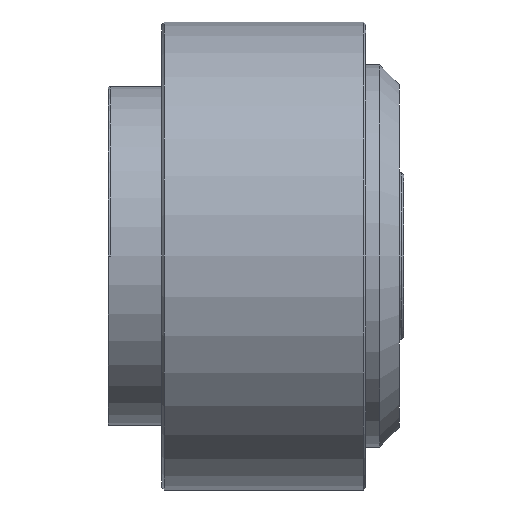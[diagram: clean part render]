
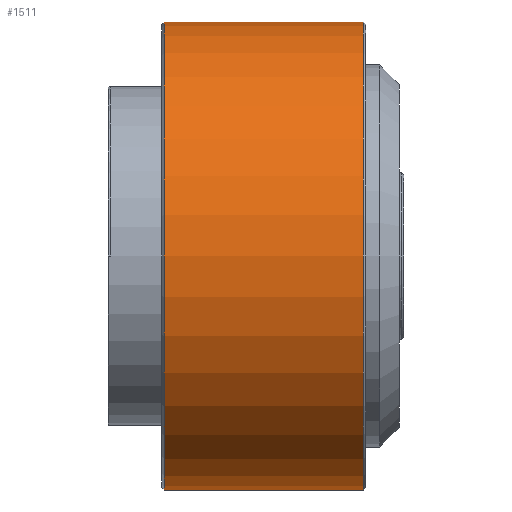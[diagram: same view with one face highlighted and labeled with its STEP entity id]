
A CAD part, front view. The second image highlights one B-rep face of the part: STEP entity #1511.
In plain terms, the highlighted cylindrical face has radius 49 mm (diameter 98 mm), a partial arc.
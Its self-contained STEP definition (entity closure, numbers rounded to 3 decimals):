
#206=DIRECTION('',(-1.,0.,0.));
#207=VECTOR('',#206,41.7);
#208=CARTESIAN_POINT('',(-8.5,0.,49.));
#209=LINE('',#208,#207);
#210=DIRECTION('',(-1.,0.,0.));
#211=VECTOR('',#210,41.7);
#212=CARTESIAN_POINT('',(-8.5,0.,-49.));
#213=LINE('',#212,#211);
#214=CARTESIAN_POINT('',(-8.5,0.,0.));
#215=DIRECTION('',(-1.,0.,0.));
#216=DIRECTION('',(0.,0.,-1.));
#217=AXIS2_PLACEMENT_3D('',#214,#215,#216);
#227=CARTESIAN_POINT('',(-50.2,0.,0.));
#228=DIRECTION('',(1.,0.,0.));
#229=DIRECTION('',(0.,0.,1.));
#230=AXIS2_PLACEMENT_3D('',#227,#228,#229);
#1034=CARTESIAN_POINT('',(-8.5,0.,49.));
#1035=CARTESIAN_POINT('',(-8.5,0.,-49.));
#1036=VERTEX_POINT('',#1034);
#1037=VERTEX_POINT('',#1035);
#1038=CARTESIAN_POINT('',(-50.2,0.,49.));
#1039=VERTEX_POINT('',#1038);
#1040=CARTESIAN_POINT('',(-50.2,0.,-49.));
#1041=VERTEX_POINT('',#1040);
#1498=CARTESIAN_POINT('',(-64.995,0.,0.));
#1499=DIRECTION('',(1.,0.,0.));
#1500=DIRECTION('',(0.,0.,1.));
#1501=AXIS2_PLACEMENT_3D('',#1498,#1499,#1500);
#1502=CYLINDRICAL_SURFACE('',#1501,49.);
#1504=ORIENTED_EDGE('',*,*,#1503,.F.);
#1505=ORIENTED_EDGE('',*,*,#1493,.T.);
#1507=ORIENTED_EDGE('',*,*,#1506,.F.);
#1508=ORIENTED_EDGE('',*,*,#1489,.F.);
#1509=EDGE_LOOP('',(#1504,#1505,#1507,#1508));
#1510=FACE_OUTER_BOUND('',#1509,.F.);
#218=CIRCLE('',#217,49.);
#231=CIRCLE('',#230,49.);
#1489=EDGE_CURVE('',#1036,#1039,#209,.T.);
#1493=EDGE_CURVE('',#1037,#1041,#213,.T.);
#1503=EDGE_CURVE('',#1037,#1036,#218,.T.);
#1506=EDGE_CURVE('',#1039,#1041,#231,.T.);
#1511=ADVANCED_FACE('',(#1510),#1502,.T.);
